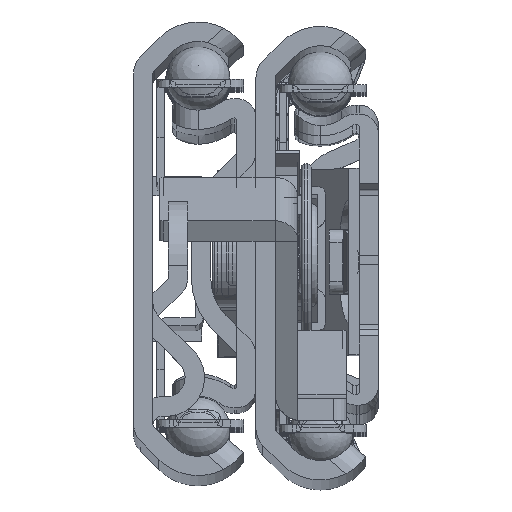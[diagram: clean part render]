
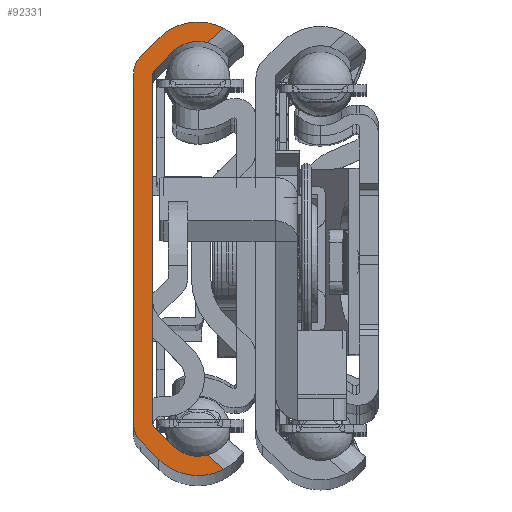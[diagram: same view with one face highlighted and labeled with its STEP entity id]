
A CAD part, top view. The second image highlights one B-rep face of the part: STEP entity #92331.
In plain terms, the highlighted planar face has unit normal (0, 0, 1).
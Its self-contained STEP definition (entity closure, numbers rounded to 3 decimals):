
#8301=PLANE('',#100282);
#12894=FACE_OUTER_BOUND('',#17688,.T.);
#17688=EDGE_LOOP('',(#81884,#81885,#81886,#81887,#81888,#81889,#81890,#81891,
#81892,#81893,#81894,#81895,#81896,#81897,#81898,#81899));
#22969=LINE('',#192649,#28456);
#23103=LINE('',#193162,#28590);
#23193=LINE('',#193491,#28680);
#23194=LINE('',#193496,#28681);
#23195=LINE('',#193501,#28682);
#23196=LINE('',#193504,#28683);
#23197=LINE('',#193506,#28684);
#23198=LINE('',#193508,#28685);
#28456=VECTOR('',#120862,10.);
#28590=VECTOR('',#121202,10.);
#28680=VECTOR('',#121464,10.);
#28681=VECTOR('',#121469,10.);
#28682=VECTOR('',#121474,10.);
#28683=VECTOR('',#121477,10.);
#28684=VECTOR('',#121478,10.);
#28685=VECTOR('',#121481,10.);
#32216=CIRCLE('',#100128,1.8);
#32265=CIRCLE('',#100276,4.3);
#32266=CIRCLE('',#100280,4.3);
#32267=CIRCLE('',#100283,2.8);
#32268=CIRCLE('',#100284,0.3);
#32269=CIRCLE('',#100285,0.3);
#32270=CIRCLE('',#100286,2.8);
#32271=CIRCLE('',#100287,1.8);
#41014=VERTEX_POINT('',#192646);
#41015=VERTEX_POINT('',#192648);
#41093=VERTEX_POINT('',#192806);
#41094=VERTEX_POINT('',#192808);
#41158=VERTEX_POINT('',#193161);
#41220=VERTEX_POINT('',#193410);
#41221=VERTEX_POINT('',#193421);
#41226=VERTEX_POINT('',#193459);
#41227=VERTEX_POINT('',#193461);
#41229=VERTEX_POINT('',#193476);
#41230=VERTEX_POINT('',#193493);
#41231=VERTEX_POINT('',#193495);
#41232=VERTEX_POINT('',#193498);
#41233=VERTEX_POINT('',#193500);
#41234=VERTEX_POINT('',#193502);
#41235=VERTEX_POINT('',#193505);
#54484=EDGE_CURVE('',#41014,#41015,#22969,.T.);
#54564=EDGE_CURVE('',#41093,#41094,#32216,.T.);
#54680=EDGE_CURVE('',#41094,#41158,#23103,.T.);
#54795=EDGE_CURVE('',#41220,#41221,#32265,.T.);
#54804=EDGE_CURVE('',#41226,#41227,#32266,.T.);
#54808=EDGE_CURVE('',#41229,#41220,#23193,.T.);
#54809=EDGE_CURVE('',#41230,#41229,#32267,.T.);
#54810=EDGE_CURVE('',#41231,#41230,#23194,.T.);
#54811=EDGE_CURVE('',#41015,#41231,#32268,.T.);
#54812=EDGE_CURVE('',#41232,#41014,#32269,.T.);
#54813=EDGE_CURVE('',#41233,#41232,#23195,.T.);
#54814=EDGE_CURVE('',#41234,#41233,#32270,.T.);
#54815=EDGE_CURVE('',#41227,#41234,#23196,.T.);
#54816=EDGE_CURVE('',#41235,#41226,#23197,.T.);
#54817=EDGE_CURVE('',#41158,#41235,#32271,.T.);
#54818=EDGE_CURVE('',#41221,#41093,#23198,.T.);
#81884=ORIENTED_EDGE('',*,*,#54808,.F.);
#81885=ORIENTED_EDGE('',*,*,#54809,.F.);
#81886=ORIENTED_EDGE('',*,*,#54810,.F.);
#81887=ORIENTED_EDGE('',*,*,#54811,.F.);
#81888=ORIENTED_EDGE('',*,*,#54484,.F.);
#81889=ORIENTED_EDGE('',*,*,#54812,.F.);
#81890=ORIENTED_EDGE('',*,*,#54813,.F.);
#81891=ORIENTED_EDGE('',*,*,#54814,.F.);
#81892=ORIENTED_EDGE('',*,*,#54815,.F.);
#81893=ORIENTED_EDGE('',*,*,#54804,.F.);
#81894=ORIENTED_EDGE('',*,*,#54816,.F.);
#81895=ORIENTED_EDGE('',*,*,#54817,.F.);
#81896=ORIENTED_EDGE('',*,*,#54680,.F.);
#81897=ORIENTED_EDGE('',*,*,#54564,.F.);
#81898=ORIENTED_EDGE('',*,*,#54818,.F.);
#81899=ORIENTED_EDGE('',*,*,#54795,.F.);
#92331=ADVANCED_FACE('',(#12894),#8301,.T.);
#100128=AXIS2_PLACEMENT_3D('',#192809,#120978,#120979);
#100276=AXIS2_PLACEMENT_3D('',#193422,#121445,#121446);
#100280=AXIS2_PLACEMENT_3D('',#193462,#121459,#121460);
#100282=AXIS2_PLACEMENT_3D('',#193492,#121465,#121466);
#100283=AXIS2_PLACEMENT_3D('',#193494,#121467,#121468);
#100284=AXIS2_PLACEMENT_3D('',#193497,#121470,#121471);
#100285=AXIS2_PLACEMENT_3D('',#193499,#121472,#121473);
#100286=AXIS2_PLACEMENT_3D('',#193503,#121475,#121476);
#100287=AXIS2_PLACEMENT_3D('',#193507,#121479,#121480);
#120862=DIRECTION('',(0.,-1.,0.));
#120978=DIRECTION('center_axis',(0.,0.,-1.));
#120979=DIRECTION('ref_axis',(1.,0.,0.));
#121202=DIRECTION('',(0.,1.,0.));
#121445=DIRECTION('center_axis',(0.,0.,-1.));
#121446=DIRECTION('ref_axis',(0.707,0.707,0.));
#121459=DIRECTION('center_axis',(0.,0.,-1.));
#121460=DIRECTION('ref_axis',(-0.814,-0.581,0.));
#121464=DIRECTION('',(0.751,-0.66,0.));
#121465=DIRECTION('center_axis',(0.,0.,1.));
#121466=DIRECTION('ref_axis',(1.,0.,0.));
#121467=DIRECTION('center_axis',(0.,0.,1.));
#121468=DIRECTION('ref_axis',(-0.707,-0.707,0.));
#121469=DIRECTION('',(0.707,-0.707,0.));
#121470=DIRECTION('center_axis',(0.,0.,1.));
#121471=DIRECTION('ref_axis',(-1.,0.,0.));
#121472=DIRECTION('center_axis',(0.,0.,1.));
#121473=DIRECTION('ref_axis',(-0.707,0.707,0.));
#121474=DIRECTION('',(-0.707,-0.707,0.));
#121475=DIRECTION('center_axis',(0.,0.,1.));
#121476=DIRECTION('ref_axis',(0.844,0.536,0.));
#121477=DIRECTION('',(-0.751,-0.66,0.));
#121478=DIRECTION('',(0.707,0.707,0.));
#121479=DIRECTION('center_axis',(0.,0.,-1.));
#121480=DIRECTION('ref_axis',(0.707,-0.707,0.));
#121481=DIRECTION('',(-0.707,0.707,0.));
#192646=CARTESIAN_POINT('',(1.5,13.636,379.));
#192648=CARTESIAN_POINT('',(1.5,-13.636,379.));
#192649=CARTESIAN_POINT('',(1.5,13.636,379.));
#192806=CARTESIAN_POINT('',(0.527,-14.908,379.));
#192808=CARTESIAN_POINT('',(0.,-13.636,379.));
#192809=CARTESIAN_POINT('Origin',(1.8,-13.636,379.));
#193161=CARTESIAN_POINT('',(0.,13.636,379.));
#193162=CARTESIAN_POINT('',(0.,-13.636,379.));
#193410=CARTESIAN_POINT('',(6.974,-17.12,379.));
#193421=CARTESIAN_POINT('',(1.959,-16.341,379.));
#193422=CARTESIAN_POINT('Origin',(5.,-13.3,379.));
#193459=CARTESIAN_POINT('',(1.959,16.341,379.));
#193461=CARTESIAN_POINT('',(6.974,17.12,379.));
#193462=CARTESIAN_POINT('Origin',(5.,13.3,379.));
#193476=CARTESIAN_POINT('',(5.71,-16.009,379.));
#193491=CARTESIAN_POINT('',(0.935,-11.813,379.));
#193492=CARTESIAN_POINT('Origin',(2.262,0.,
379.));
#193493=CARTESIAN_POINT('',(3.02,-15.28,379.));
#193494=CARTESIAN_POINT('Origin',(5.,-13.3,379.));
#193495=CARTESIAN_POINT('',(1.588,-13.848,379.));
#193496=CARTESIAN_POINT('',(1.588,-13.848,379.));
#193497=CARTESIAN_POINT('Origin',(1.8,-13.636,379.));
#193498=CARTESIAN_POINT('',(1.588,13.848,379.));
#193499=CARTESIAN_POINT('Origin',(1.8,13.636,379.));
#193500=CARTESIAN_POINT('',(3.02,15.28,379.));
#193501=CARTESIAN_POINT('',(3.02,15.28,379.));
#193502=CARTESIAN_POINT('',(5.71,16.009,379.));
#193503=CARTESIAN_POINT('Origin',(5.,13.3,379.));
#193504=CARTESIAN_POINT('',(1.503,12.312,379.));
#193505=CARTESIAN_POINT('',(0.527,14.908,379.));
#193506=CARTESIAN_POINT('',(0.527,14.908,379.));
#193507=CARTESIAN_POINT('Origin',(1.8,13.636,379.));
#193508=CARTESIAN_POINT('',(1.959,-16.341,379.));
